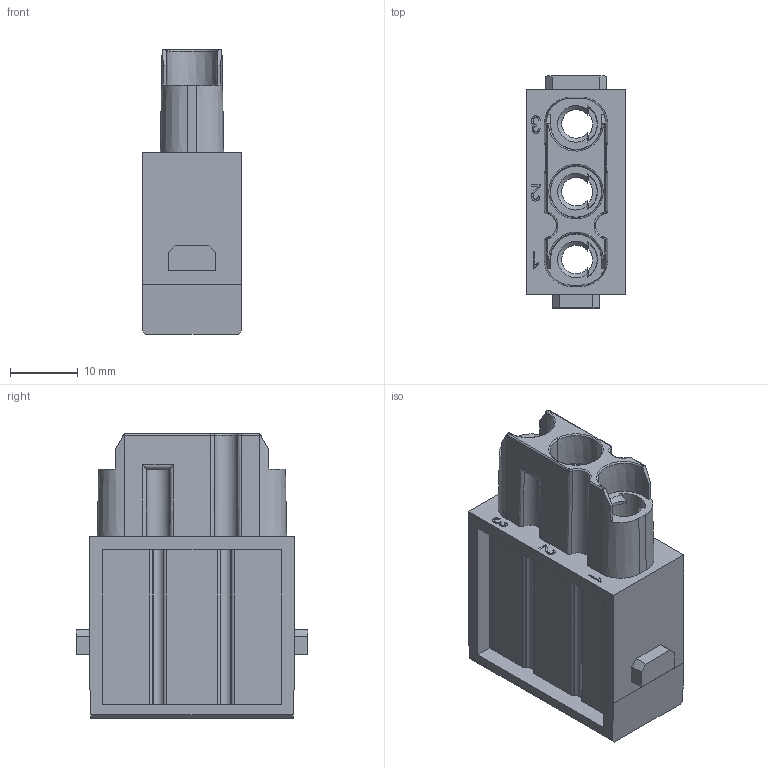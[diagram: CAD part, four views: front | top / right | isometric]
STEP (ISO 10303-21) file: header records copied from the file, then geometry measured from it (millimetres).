
FILE_DESCRIPTION((''),'2;1');
FILE_NAME('XIN_7_1','2017-09-18T',('dm.li'),(''),'PRO/ENGINEER BY PARAMETRIC TECHNOLOGY CORPORATION, 2012480','PRO/ENGINEER BY PARAMETRIC TECHNOLOGY CORPORATION, 2012480','');
FILE_SCHEMA(('AUTOMOTIVE_DESIGN { 1 0 10303 214 1 1 1 1 }'));
Length unit declared in the file: millimetre
Products named in the file (1): XIN_7_1
Bounding box: 14.65 x 34.2 x 41.95 mm (x, y, z)
Volume: 7879.2 mm3; surface area: 7981.7 mm2
Topology: 1 solids, 4 shells, 311 faces, 928 edges, 632 vertices
Faces by surface type: plane 158, cylinder 41, extrusion 40, bspline 39, cone 20, torus 10, revolution 3
Entity records: 15709 total; most frequent: CARTESIAN_POINT 4885, ORIENTED_EDGE 1824, DIRECTION 1362, PRESENTATION_STYLE_ASSIGNMENT 930, STYLED_ITEM 930, CURVE_STYLE 926, EDGE_CURVE 926, VERTEX_POINT 632
